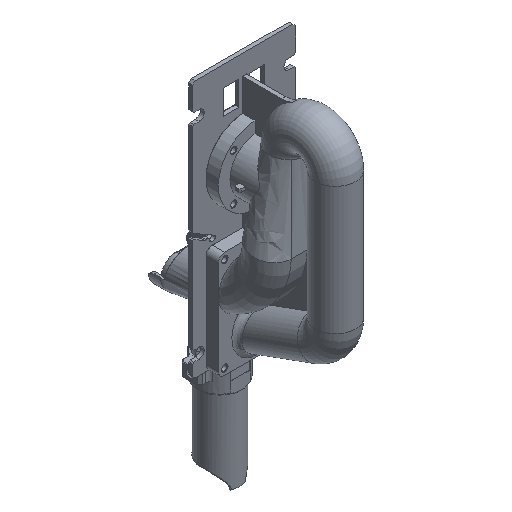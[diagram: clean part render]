
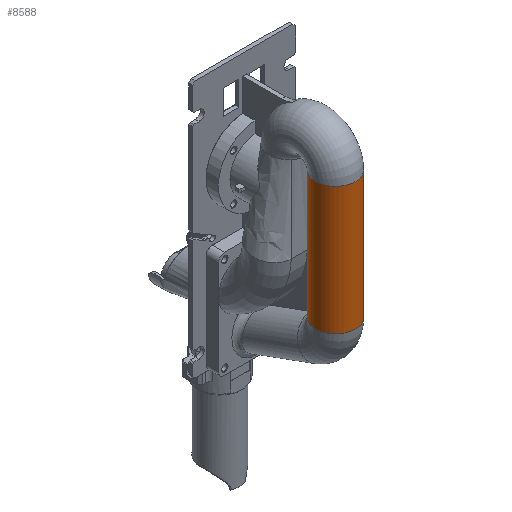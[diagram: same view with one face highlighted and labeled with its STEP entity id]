
A CAD part, isometric view. The second image highlights one B-rep face of the part: STEP entity #8588.
In plain terms, the highlighted cylindrical face has radius 15.5 mm (diameter 31 mm), a partial arc.
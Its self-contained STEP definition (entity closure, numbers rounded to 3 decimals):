
#7526 = VERTEX_POINT('',#7527);
#7527 = CARTESIAN_POINT('',(-1.5,-58.573,286.3));
#7534 = EDGE_CURVE('',#7526,#7535,#7537,.T.);
#7535 = VERTEX_POINT('',#7536);
#7536 = CARTESIAN_POINT('',(15.5,-74.,286.3));
#7537 = CIRCLE('',#7538,15.5);
#7538 = AXIS2_PLACEMENT_3D('',#7539,#7540,#7541);
#7539 = CARTESIAN_POINT('',(0.,-74.,286.3));
#7540 = DIRECTION('',(0.,0.,1.));
#7541 = DIRECTION('',(1.,0.,0.));
#8550 = EDGE_CURVE('',#7535,#8551,#8553,.T.);
#8551 = VERTEX_POINT('',#8552);
#8552 = CARTESIAN_POINT('',(1.5,-58.573,286.3));
#8553 = CIRCLE('',#8554,15.5);
#8554 = AXIS2_PLACEMENT_3D('',#8555,#8556,#8557);
#8555 = CARTESIAN_POINT('',(0.,-74.,286.3));
#8556 = DIRECTION('',(0.,0.,1.));
#8557 = DIRECTION('',(1.,0.,0.));
#8588 = ADVANCED_FACE('',(#8589),#8625,.T.);
#8589 = FACE_BOUND('',#8590,.T.);
#8590 = EDGE_LOOP('',(#8591,#8592,#8600,#8609,#8618,#8624));
#8591 = ORIENTED_EDGE('',*,*,#7534,.F.);
#8592 = ORIENTED_EDGE('',*,*,#8593,.F.);
#8593 = EDGE_CURVE('',#8594,#7526,#8596,.T.);
#8594 = VERTEX_POINT('',#8595);
#8595 = CARTESIAN_POINT('',(-1.5,-58.573,187.066));
#8596 = LINE('',#8597,#8598);
#8597 = CARTESIAN_POINT('',(-1.5,-58.573,187.066));
#8598 = VECTOR('',#8599,1.);
#8599 = DIRECTION('',(0.,0.,1.));
#8600 = ORIENTED_EDGE('',*,*,#8601,.F.);
#8601 = EDGE_CURVE('',#8602,#8594,#8604,.T.);
#8602 = VERTEX_POINT('',#8603);
#8603 = CARTESIAN_POINT('',(15.5,-74.,187.066));
#8604 = CIRCLE('',#8605,15.5);
#8605 = AXIS2_PLACEMENT_3D('',#8606,#8607,#8608);
#8606 = CARTESIAN_POINT('',(0.,-74.,187.066));
#8607 = DIRECTION('',(0.,0.,-1.));
#8608 = DIRECTION('',(0.,-1.,0.));
#8609 = ORIENTED_EDGE('',*,*,#8610,.F.);
#8610 = EDGE_CURVE('',#8611,#8602,#8613,.T.);
#8611 = VERTEX_POINT('',#8612);
#8612 = CARTESIAN_POINT('',(1.5,-58.573,187.066));
#8613 = CIRCLE('',#8614,15.5);
#8614 = AXIS2_PLACEMENT_3D('',#8615,#8616,#8617);
#8615 = CARTESIAN_POINT('',(0.,-74.,187.066));
#8616 = DIRECTION('',(0.,0.,-1.));
#8617 = DIRECTION('',(0.,-1.,0.));
#8618 = ORIENTED_EDGE('',*,*,#8619,.T.);
#8619 = EDGE_CURVE('',#8611,#8551,#8620,.T.);
#8620 = LINE('',#8621,#8622);
#8621 = CARTESIAN_POINT('',(1.5,-58.573,187.066));
#8622 = VECTOR('',#8623,1.);
#8623 = DIRECTION('',(0.,0.,1.));
#8624 = ORIENTED_EDGE('',*,*,#8550,.F.);
#8625 = CYLINDRICAL_SURFACE('',#8626,15.5);
#8626 = AXIS2_PLACEMENT_3D('',#8627,#8628,#8629);
#8627 = CARTESIAN_POINT('',(0.,-74.,187.066));
#8628 = DIRECTION('',(0.,0.,1.));
#8629 = DIRECTION('',(1.,0.,0.));
